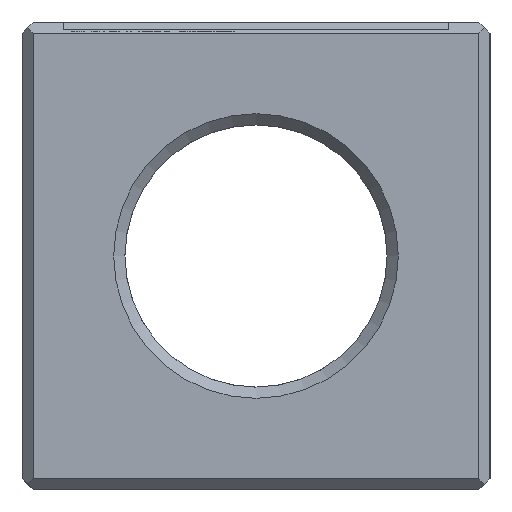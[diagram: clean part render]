
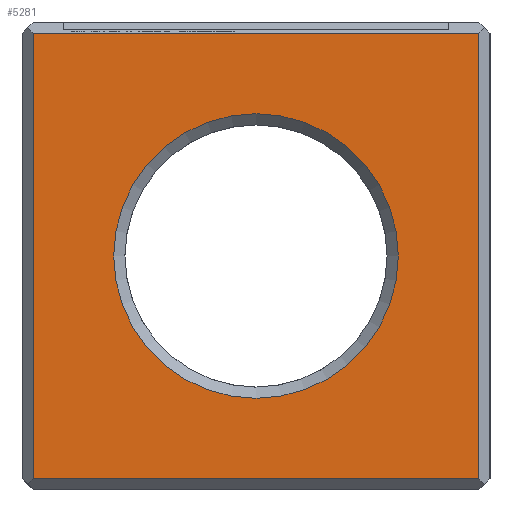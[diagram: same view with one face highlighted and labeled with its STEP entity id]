
A CAD part, left-side view. The second image highlights one B-rep face of the part: STEP entity #5281.
In plain terms, the highlighted planar face has unit normal (-1, 0, 0).
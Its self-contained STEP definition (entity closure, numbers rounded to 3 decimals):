
#72 = PLANE('',#73);
#73 = AXIS2_PLACEMENT_3D('',#74,#75,#76);
#74 = CARTESIAN_POINT('',(0.,0.,0.3));
#75 = DIRECTION('',(-0.707,0.,-0.707)
  );
#76 = DIRECTION('',(0.707,0.,-0.707));
#1132 = PLANE('',#1133);
#1133 = AXIS2_PLACEMENT_3D('',#1134,#1135,#1136);
#1134 = CARTESIAN_POINT('',(0.3,12.5,0.));
#1135 = DIRECTION('',(0.707,-0.707,0.));
#1136 = DIRECTION('',(-0.707,-0.707,0.));
#1363 = PLANE('',#1364);
#1364 = AXIS2_PLACEMENT_3D('',#1365,#1366,#1367);
#1365 = CARTESIAN_POINT('',(0.3,0.,0.));
#1366 = DIRECTION('',(-0.707,-0.707,0.));
#1367 = DIRECTION('',(-0.707,0.707,0.));
#1431 = VERTEX_POINT('',#1432);
#1432 = CARTESIAN_POINT('',(0.,0.3,0.3));
#1453 = EDGE_CURVE('',#1431,#1454,#1456,.T.);
#1454 = VERTEX_POINT('',#1455);
#1455 = CARTESIAN_POINT('',(0.,12.2,0.3));
#1456 = SURFACE_CURVE('',#1457,(#1461,#1468),.PCURVE_S1.);
#1457 = LINE('',#1458,#1459);
#1458 = CARTESIAN_POINT('',(0.,0.,0.3));
#1459 = VECTOR('',#1460,1.);
#1460 = DIRECTION('',(0.,1.,0.));
#1461 = PCURVE('',#72,#1462);
#1462 = DEFINITIONAL_REPRESENTATION('',(#1463),#1467);
#1463 = LINE('',#1464,#1465);
#1464 = CARTESIAN_POINT('',(0.,0.));
#1465 = VECTOR('',#1466,1.);
#1466 = DIRECTION('',(0.,-1.));
#1467 = ( GEOMETRIC_REPRESENTATION_CONTEXT(2) 
PARAMETRIC_REPRESENTATION_CONTEXT() REPRESENTATION_CONTEXT('2D SPACE',''
  ) );
#1468 = PCURVE('',#1469,#1474);
#1469 = PLANE('',#1470);
#1470 = AXIS2_PLACEMENT_3D('',#1471,#1472,#1473);
#1471 = CARTESIAN_POINT('',(0.,12.5,0.));
#1472 = DIRECTION('',(1.,0.,0.));
#1473 = DIRECTION('',(0.,-1.,0.));
#1474 = DEFINITIONAL_REPRESENTATION('',(#1475),#1479);
#1475 = LINE('',#1476,#1477);
#1476 = CARTESIAN_POINT('',(12.5,-0.3));
#1477 = VECTOR('',#1478,1.);
#1478 = DIRECTION('',(-1.,0.));
#1479 = ( GEOMETRIC_REPRESENTATION_CONTEXT(2) 
PARAMETRIC_REPRESENTATION_CONTEXT() REPRESENTATION_CONTEXT('2D SPACE',''
  ) );
#4008 = VERTEX_POINT('',#4009);
#4009 = CARTESIAN_POINT('',(0.,12.2,12.2));
#4023 = PLANE('',#4024);
#4024 = AXIS2_PLACEMENT_3D('',#4025,#4026,#4027);
#4025 = CARTESIAN_POINT('',(0.3,0.,12.5));
#4026 = DIRECTION('',(-0.707,0.,0.707
    ));
#4027 = DIRECTION('',(-0.707,0.,-0.707
    ));
#4035 = EDGE_CURVE('',#1454,#4008,#4036,.T.);
#4036 = SURFACE_CURVE('',#4037,(#4041,#4048),.PCURVE_S1.);
#4037 = LINE('',#4038,#4039);
#4038 = CARTESIAN_POINT('',(0.,12.2,0.));
#4039 = VECTOR('',#4040,1.);
#4040 = DIRECTION('',(0.,0.,1.));
#4041 = PCURVE('',#1132,#4042);
#4042 = DEFINITIONAL_REPRESENTATION('',(#4043),#4047);
#4043 = LINE('',#4044,#4045);
#4044 = CARTESIAN_POINT('',(0.424,0.));
#4045 = VECTOR('',#4046,1.);
#4046 = DIRECTION('',(0.,-1.));
#4047 = ( GEOMETRIC_REPRESENTATION_CONTEXT(2) 
PARAMETRIC_REPRESENTATION_CONTEXT() REPRESENTATION_CONTEXT('2D SPACE',''
  ) );
#4048 = PCURVE('',#1469,#4049);
#4049 = DEFINITIONAL_REPRESENTATION('',(#4050),#4054);
#4050 = LINE('',#4051,#4052);
#4051 = CARTESIAN_POINT('',(0.3,0.));
#4052 = VECTOR('',#4053,1.);
#4053 = DIRECTION('',(0.,-1.));
#4054 = ( GEOMETRIC_REPRESENTATION_CONTEXT(2) 
PARAMETRIC_REPRESENTATION_CONTEXT() REPRESENTATION_CONTEXT('2D SPACE',''
  ) );
#5238 = VERTEX_POINT('',#5239);
#5239 = CARTESIAN_POINT('',(0.,0.3,12.2));
#5260 = EDGE_CURVE('',#1431,#5238,#5261,.T.);
#5261 = SURFACE_CURVE('',#5262,(#5266,#5273),.PCURVE_S1.);
#5262 = LINE('',#5263,#5264);
#5263 = CARTESIAN_POINT('',(0.,0.3,0.));
#5264 = VECTOR('',#5265,1.);
#5265 = DIRECTION('',(0.,0.,1.));
#5266 = PCURVE('',#1363,#5267);
#5267 = DEFINITIONAL_REPRESENTATION('',(#5268),#5272);
#5268 = LINE('',#5269,#5270);
#5269 = CARTESIAN_POINT('',(0.424,0.));
#5270 = VECTOR('',#5271,1.);
#5271 = DIRECTION('',(0.,-1.));
#5272 = ( GEOMETRIC_REPRESENTATION_CONTEXT(2) 
PARAMETRIC_REPRESENTATION_CONTEXT() REPRESENTATION_CONTEXT('2D SPACE',''
  ) );
#5273 = PCURVE('',#1469,#5274);
#5274 = DEFINITIONAL_REPRESENTATION('',(#5275),#5279);
#5275 = LINE('',#5276,#5277);
#5276 = CARTESIAN_POINT('',(12.2,0.));
#5277 = VECTOR('',#5278,1.);
#5278 = DIRECTION('',(0.,-1.));
#5279 = ( GEOMETRIC_REPRESENTATION_CONTEXT(2) 
PARAMETRIC_REPRESENTATION_CONTEXT() REPRESENTATION_CONTEXT('2D SPACE',''
  ) );
#5281 = ADVANCED_FACE('',(#5282,#5308),#1469,.F.);
#5282 = FACE_BOUND('',#5283,.F.);
#5283 = EDGE_LOOP('',(#5284,#5285,#5286,#5287));
#5284 = ORIENTED_EDGE('',*,*,#5260,.F.);
#5285 = ORIENTED_EDGE('',*,*,#1453,.T.);
#5286 = ORIENTED_EDGE('',*,*,#4035,.T.);
#5287 = ORIENTED_EDGE('',*,*,#5288,.F.);
#5288 = EDGE_CURVE('',#5238,#4008,#5289,.T.);
#5289 = SURFACE_CURVE('',#5290,(#5294,#5301),.PCURVE_S1.);
#5290 = LINE('',#5291,#5292);
#5291 = CARTESIAN_POINT('',(0.,0.,12.2)
  );
#5292 = VECTOR('',#5293,1.);
#5293 = DIRECTION('',(0.,1.,0.));
#5294 = PCURVE('',#1469,#5295);
#5295 = DEFINITIONAL_REPRESENTATION('',(#5296),#5300);
#5296 = LINE('',#5297,#5298);
#5297 = CARTESIAN_POINT('',(12.5,-12.2));
#5298 = VECTOR('',#5299,1.);
#5299 = DIRECTION('',(-1.,0.));
#5300 = ( GEOMETRIC_REPRESENTATION_CONTEXT(2) 
PARAMETRIC_REPRESENTATION_CONTEXT() REPRESENTATION_CONTEXT('2D SPACE',''
  ) );
#5301 = PCURVE('',#4023,#5302);
#5302 = DEFINITIONAL_REPRESENTATION('',(#5303),#5307);
#5303 = LINE('',#5304,#5305);
#5304 = CARTESIAN_POINT('',(0.424,0.));
#5305 = VECTOR('',#5306,1.);
#5306 = DIRECTION('',(0.,-1.));
#5307 = ( GEOMETRIC_REPRESENTATION_CONTEXT(2) 
PARAMETRIC_REPRESENTATION_CONTEXT() REPRESENTATION_CONTEXT('2D SPACE',''
  ) );
#5308 = FACE_BOUND('',#5309,.F.);
#5309 = EDGE_LOOP('',(#5310));
#5310 = ORIENTED_EDGE('',*,*,#5311,.T.);
#5311 = EDGE_CURVE('',#5312,#5312,#5314,.T.);
#5312 = VERTEX_POINT('',#5313);
#5313 = CARTESIAN_POINT('',(0.,2.45,6.25));
#5314 = SURFACE_CURVE('',#5315,(#5320,#5331),.PCURVE_S1.);
#5315 = CIRCLE('',#5316,3.8);
#5316 = AXIS2_PLACEMENT_3D('',#5317,#5318,#5319);
#5317 = CARTESIAN_POINT('',(0.,6.25,6.25));
#5318 = DIRECTION('',(-1.,0.,0.));
#5319 = DIRECTION('',(0.,-1.,0.));
#5320 = PCURVE('',#1469,#5321);
#5321 = DEFINITIONAL_REPRESENTATION('',(#5322),#5330);
#5322 = ( BOUNDED_CURVE() B_SPLINE_CURVE(2,(#5323,#5324,#5325,#5326,
#5327,#5328,#5329),.UNSPECIFIED.,.T.,.F.) B_SPLINE_CURVE_WITH_KNOTS((1,2
    ,2,2,2,1),(-2.094,0.,2.094,4.189,
6.283,8.378),.UNSPECIFIED.) CURVE() 
GEOMETRIC_REPRESENTATION_ITEM() RATIONAL_B_SPLINE_CURVE((1.,0.5,1.,0.5,
1.,0.5,1.)) REPRESENTATION_ITEM('') );
#5323 = CARTESIAN_POINT('',(10.05,-6.25));
#5324 = CARTESIAN_POINT('',(10.05,-12.832));
#5325 = CARTESIAN_POINT('',(4.35,-9.541));
#5326 = CARTESIAN_POINT('',(-1.35,-6.25));
#5327 = CARTESIAN_POINT('',(4.35,-2.959));
#5328 = CARTESIAN_POINT('',(10.05,0.332));
#5329 = CARTESIAN_POINT('',(10.05,-6.25));
#5330 = ( GEOMETRIC_REPRESENTATION_CONTEXT(2) 
PARAMETRIC_REPRESENTATION_CONTEXT() REPRESENTATION_CONTEXT('2D SPACE',''
  ) );
#5331 = PCURVE('',#5332,#5337);
#5332 = CONICAL_SURFACE('',#5333,3.5,0.785);
#5333 = AXIS2_PLACEMENT_3D('',#5334,#5335,#5336);
#5334 = CARTESIAN_POINT('',(0.3,6.25,6.25));
#5335 = DIRECTION('',(-1.,-0.,-0.));
#5336 = DIRECTION('',(0.,-1.,0.));
#5337 = DEFINITIONAL_REPRESENTATION('',(#5338),#5342);
#5338 = LINE('',#5339,#5340);
#5339 = CARTESIAN_POINT('',(0.,0.3));
#5340 = VECTOR('',#5341,1.);
#5341 = DIRECTION('',(1.,0.));
#5342 = ( GEOMETRIC_REPRESENTATION_CONTEXT(2) 
PARAMETRIC_REPRESENTATION_CONTEXT() REPRESENTATION_CONTEXT('2D SPACE',''
  ) );
